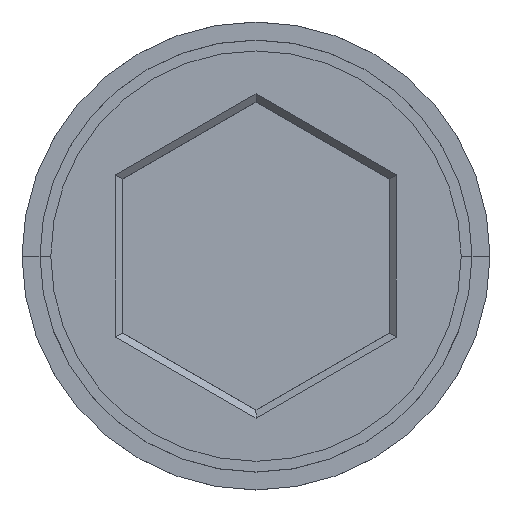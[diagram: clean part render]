
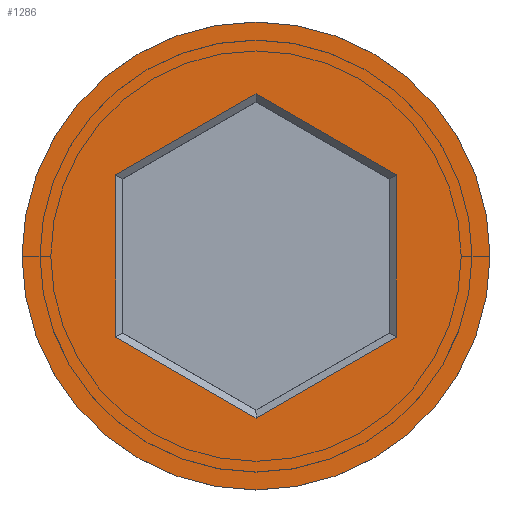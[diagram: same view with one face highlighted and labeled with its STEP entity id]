
A CAD part, top view. The second image highlights one B-rep face of the part: STEP entity #1286.
In plain terms, the highlighted planar face has unit normal (0, 0, 1).
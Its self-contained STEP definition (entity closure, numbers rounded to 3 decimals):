
#21 = ORIENTED_EDGE ( 'NONE', *, *, #552, .T. ) ;
#44 = VERTEX_POINT ( 'NONE', #798 ) ;
#62 = CARTESIAN_POINT ( 'NONE',  ( 3.9, 2.252, 0. ) ) ;
#104 = AXIS2_PLACEMENT_3D ( 'NONE', #270, #153, #936 ) ;
#153 = DIRECTION ( 'NONE',  ( 0., 0., 1. ) ) ;
#190 = VERTEX_POINT ( 'NONE', #464 ) ;
#217 = CARTESIAN_POINT ( 'NONE',  ( -6.5, 0., 0. ) ) ;
#239 = CARTESIAN_POINT ( 'NONE',  ( 0., 0., 0. ) ) ;
#248 = VECTOR ( 'NONE', #398, 1000. ) ;
#261 = EDGE_LOOP ( 'NONE', ( #1185, #869 ) ) ;
#270 = CARTESIAN_POINT ( 'NONE',  ( 0., 0., 0. ) ) ;
#278 = EDGE_CURVE ( 'NONE', #310, #1170, #540, .T. ) ;
#305 = CARTESIAN_POINT ( 'NONE',  ( -3.9, -2.252, 0. ) ) ;
#309 = EDGE_CURVE ( 'NONE', #44, #310, #511, .T. ) ;
#310 = VERTEX_POINT ( 'NONE', #62 ) ;
#351 = PLANE ( 'NONE',  #1126 ) ;
#393 = VERTEX_POINT ( 'NONE', #217 ) ;
#398 = DIRECTION ( 'NONE',  ( 0.866, -0.5, 0. ) ) ;
#435 = EDGE_CURVE ( 'NONE', #1170, #190, #1088, .T. ) ;
#447 = EDGE_CURVE ( 'NONE', #393, #1178, #921, .T. ) ;
#464 = CARTESIAN_POINT ( 'NONE',  ( 0., -4.503, 0. ) ) ;
#466 = CARTESIAN_POINT ( 'NONE',  ( -3.8, -2.309, 0. ) ) ;
#511 = LINE ( 'NONE', #616, #248 ) ;
#513 = CARTESIAN_POINT ( 'NONE',  ( 0.1, -4.446, 0. ) ) ;
#540 = LINE ( 'NONE', #1472, #799 ) ;
#543 = CARTESIAN_POINT ( 'NONE',  ( -3.9, 2.136, 0. ) ) ;
#552 = EDGE_CURVE ( 'NONE', #1155, #1257, #986, .T. ) ;
#616 = CARTESIAN_POINT ( 'NONE',  ( 3.8, 2.309, 0. ) ) ;
#682 = DIRECTION ( 'NONE',  ( 0., 0., 1. ) ) ;
#690 = VECTOR ( 'NONE', #795, 1000. ) ;
#739 = DIRECTION ( 'NONE',  ( 0., 0., 1. ) ) ;
#760 = DIRECTION ( 'NONE',  ( 0., -1., 0. ) ) ;
#795 = DIRECTION ( 'NONE',  ( -0.866, 0.5, 0. ) ) ;
#798 = CARTESIAN_POINT ( 'NONE',  ( 0., 4.503, 0. ) ) ;
#799 = VECTOR ( 'NONE', #760, 1000. ) ;
#800 = ORIENTED_EDGE ( 'NONE', *, *, #309, .T. ) ;
#823 = VECTOR ( 'NONE', #880, 1000. ) ;
#846 = CIRCLE ( 'NONE', #104, 6.5 ) ;
#851 = CARTESIAN_POINT ( 'NONE',  ( 0., 0., 0. ) ) ;
#869 = ORIENTED_EDGE ( 'NONE', *, *, #447, .T. ) ;
#880 = DIRECTION ( 'NONE',  ( 0.866, 0.5, 0. ) ) ;
#921 = CIRCLE ( 'NONE', #1378, 6.5 ) ;
#936 = DIRECTION ( 'NONE',  ( 1., 0., 0. ) ) ;
#941 = VECTOR ( 'NONE', #1322, 1000. ) ;
#947 = EDGE_CURVE ( 'NONE', #1257, #44, #1420, .T. ) ;
#986 = LINE ( 'NONE', #543, #1287 ) ;
#989 = ORIENTED_EDGE ( 'NONE', *, *, #435, .T. ) ;
#1043 = ORIENTED_EDGE ( 'NONE', *, *, #1277, .T. ) ;
#1088 = LINE ( 'NONE', #513, #941 ) ;
#1118 = DIRECTION ( 'NONE',  ( 0., 1., 0. ) ) ;
#1126 = AXIS2_PLACEMENT_3D ( 'NONE', #239, #682, #1261 ) ;
#1140 = ORIENTED_EDGE ( 'NONE', *, *, #278, .T. ) ;
#1141 = EDGE_CURVE ( 'NONE', #1178, #393, #846, .T. ) ;
#1155 = VERTEX_POINT ( 'NONE', #305 ) ;
#1170 = VERTEX_POINT ( 'NONE', #1229 ) ;
#1178 = VERTEX_POINT ( 'NONE', #1362 ) ;
#1185 = ORIENTED_EDGE ( 'NONE', *, *, #1141, .T. ) ;
#1196 = ORIENTED_EDGE ( 'NONE', *, *, #947, .T. ) ;
#1204 = DIRECTION ( 'NONE',  ( 1., 0., 0. ) ) ;
#1229 = CARTESIAN_POINT ( 'NONE',  ( 3.9, -2.252, 0. ) ) ;
#1234 = FACE_BOUND ( 'NONE', #1473, .T. ) ;
#1245 = FACE_OUTER_BOUND ( 'NONE', #261, .T. ) ;
#1257 = VERTEX_POINT ( 'NONE', #1469 ) ;
#1261 = DIRECTION ( 'NONE',  ( 1., 0., 0. ) ) ;
#1277 = EDGE_CURVE ( 'NONE', #190, #1155, #1348, .T. ) ;
#1286 = ADVANCED_FACE ( 'NONE', ( #1234, #1245 ), #351, .T. ) ;
#1287 = VECTOR ( 'NONE', #1118, 1000. ) ;
#1322 = DIRECTION ( 'NONE',  ( -0.866, -0.5, 0. ) ) ;
#1348 = LINE ( 'NONE', #466, #690 ) ;
#1362 = CARTESIAN_POINT ( 'NONE',  ( 6.5, 0., 0. ) ) ;
#1378 = AXIS2_PLACEMENT_3D ( 'NONE', #851, #739, #1204 ) ;
#1420 = LINE ( 'NONE', #1460, #823 ) ;
#1460 = CARTESIAN_POINT ( 'NONE',  ( -0.1, 4.446, 0. ) ) ;
#1469 = CARTESIAN_POINT ( 'NONE',  ( -3.9, 2.252, 0. ) ) ;
#1472 = CARTESIAN_POINT ( 'NONE',  ( 3.9, -2.136, 0. ) ) ;
#1473 = EDGE_LOOP ( 'NONE', ( #1043, #21, #1196, #800, #1140, #989 ) ) ;
